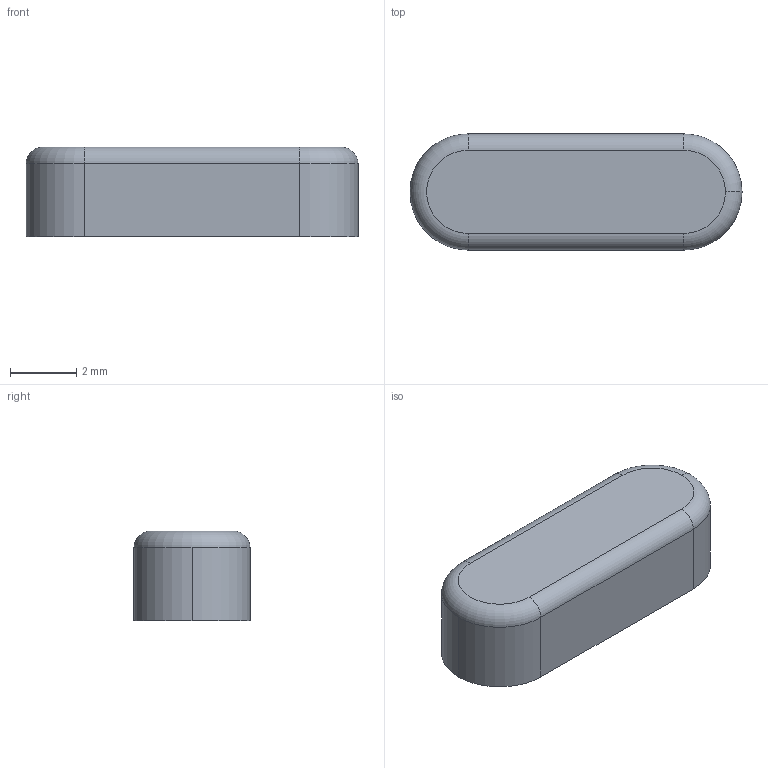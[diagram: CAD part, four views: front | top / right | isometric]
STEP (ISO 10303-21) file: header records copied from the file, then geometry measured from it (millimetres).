
FILE_DESCRIPTION (( 'STEP AP214' ), '1' );
FILE_NAME ('HC-SR04 Kristal.STEP', '2020-11-25T13:34:30', ( '' ), ( '' ), 'SwSTEP 2.0', 'SolidWorks 2018', '' );
FILE_SCHEMA (( 'AUTOMOTIVE_DESIGN' ));
Length unit declared in the file: millimetre
Products named in the file (1): HC-SR04 Kristal
Bounding box: 10 x 3.5 x 2.7 mm (x, y, z)
Volume: 86.2 mm3; surface area: 124.3 mm2
Topology: 1 solids, 1 shells, 12 faces, 26 edges, 16 vertices
Faces by surface type: cylinder 5, plane 4, torus 3
Entity records: 367 total; most frequent: DIRECTION 67, CARTESIAN_POINT 55, ORIENTED_EDGE 52, AXIS2_PLACEMENT_3D 28, EDGE_CURVE 26, VERTEX_POINT 16, CIRCLE 15, EDGE_LOOP 12
